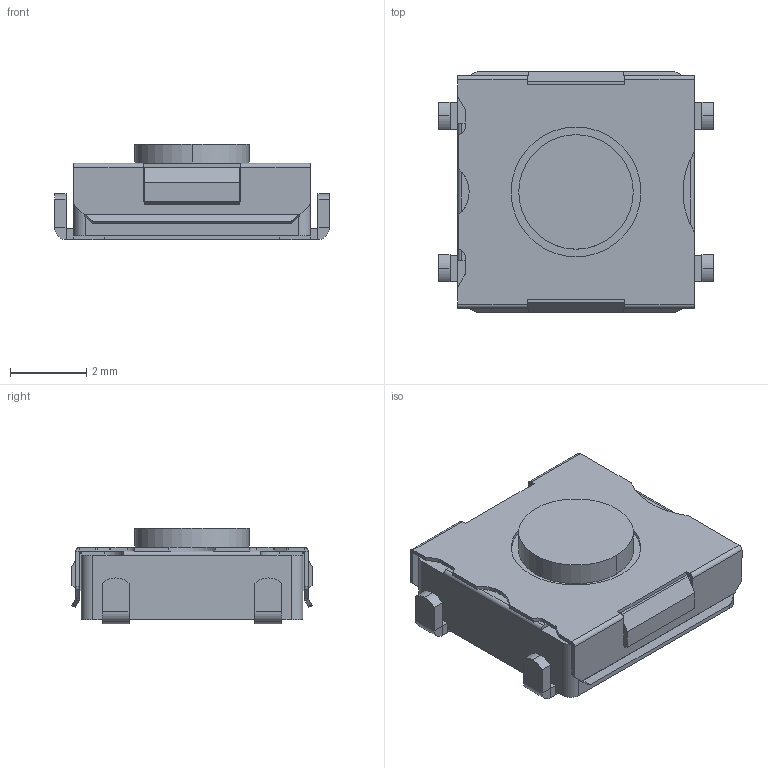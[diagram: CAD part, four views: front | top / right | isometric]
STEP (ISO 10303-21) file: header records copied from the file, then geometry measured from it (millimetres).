
FILE_DESCRIPTION (( 'STEP AP214' ), '1' );
FILE_NAME ('SKHUAM.STEP', '2009-07-17T00:40:18', ( '' ), ( '' ), 'SwSTEP 2.0', 'SolidWorks 2007', '' );
FILE_SCHEMA (( 'AUTOMOTIVE_DESIGN' ));
Length unit declared in the file: millimetre
Products named in the file (1): SKHUAM
Bounding box: 7.2 x 6.3 x 2.5 mm (x, y, z)
Volume: 75.2 mm3; surface area: 175.1 mm2
Topology: 1 solids, 1 shells, 216 faces, 544 edges, 324 vertices
Faces by surface type: plane 150, cylinder 62, bspline 4
Entity records: 8070 total; most frequent: CARTESIAN_POINT 1153, ORIENTED_EDGE 1088, DIRECTION 1076, EDGE_CURVE 544, VECTOR 406, LINE 406, AXIS2_PLACEMENT_3D 335, VERTEX_POINT 324
